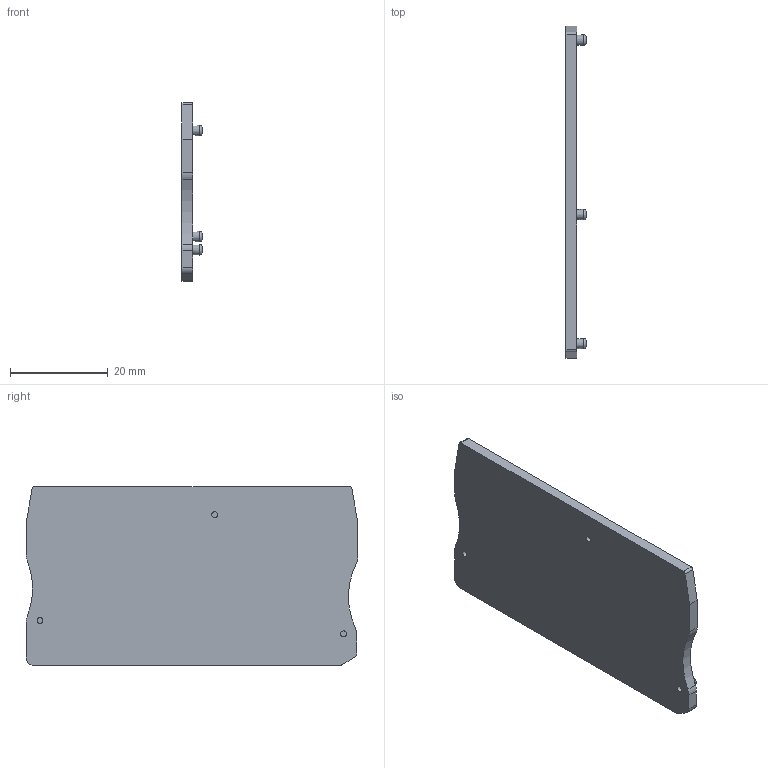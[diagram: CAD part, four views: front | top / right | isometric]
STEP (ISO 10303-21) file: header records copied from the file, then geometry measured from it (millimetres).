
FILE_DESCRIPTION(('STEP AP203'), '1');
FILE_NAME('MTP-P10_3D', '2024-09-30T12:10:28', ('砐錪賧瘔蠈錪 Windows'), (''), 'C3D Converter', 'C3D Toolkit', '');
FILE_SCHEMA(('CONFIG_CONTROL_DESIGN'));
Length unit declared in the file: millimetre
Bounding box: 4.1 x 67.8 x 36.5 mm (x, y, z)
Volume: 2377.5 mm3; surface area: 6118.8 mm2
Topology: 1 solids, 1 shells, 112 faces, 285 edges, 191 vertices
Faces by surface type: plane 62, cylinder 44, cone 3, torus 3
Full cylindrical faces by diameter (mm): 1 x3, 1.2 x3
Entity records: 4287 total; most frequent: DIRECTION 602, CARTESIAN_POINT 577, ORIENTED_EDGE 546, EDGE_CURVE 273, AXIS2_PLACEMENT_3D 216, VERTEX_POINT 191, LINE 170, VECTOR 170
